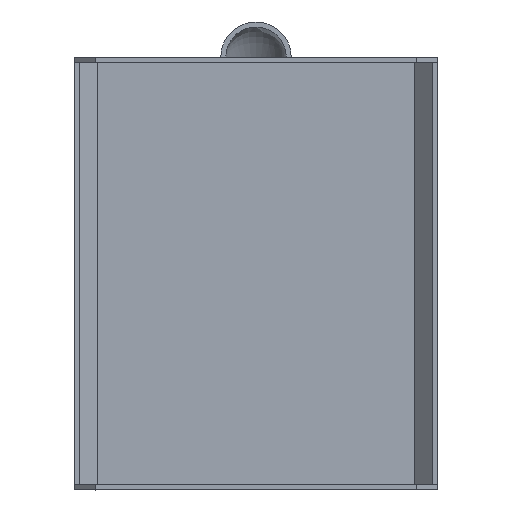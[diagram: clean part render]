
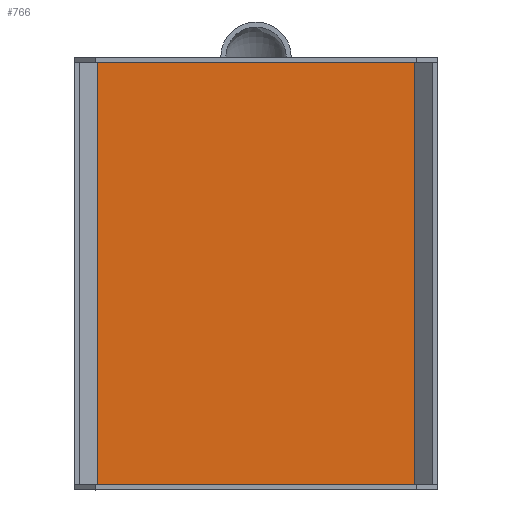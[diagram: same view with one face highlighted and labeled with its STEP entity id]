
A CAD part, top view. The second image highlights one B-rep face of the part: STEP entity #766.
In plain terms, the highlighted planar face has unit normal (0, 0, 1).
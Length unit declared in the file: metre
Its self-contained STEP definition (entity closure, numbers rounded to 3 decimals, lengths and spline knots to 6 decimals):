
#230=ORIENTED_EDGE('',*,*,#333,.F.);
#231=ORIENTED_EDGE('',*,*,#332,.T.);
#232=ORIENTED_EDGE('',*,*,#327,.T.);
#233=ORIENTED_EDGE('',*,*,#335,.T.);
#327=EDGE_CURVE('',#400,#399,#490,.T.);
#332=EDGE_CURVE('',#402,#400,#495,.T.);
#333=EDGE_CURVE('',#402,#403,#496,.T.);
#335=EDGE_CURVE('',#399,#403,#498,.T.);
#399=VERTEX_POINT('',#1474);
#400=VERTEX_POINT('',#1476);
#402=VERTEX_POINT('',#1484);
#403=VERTEX_POINT('',#1488);
#490=LINE('',#1475,#585);
#495=LINE('',#1485,#590);
#496=LINE('',#1487,#591);
#498=LINE('',#1491,#593);
#585=VECTOR('',#1052,1.);
#590=VECTOR('',#1061,1.);
#591=VECTOR('',#1064,1.);
#593=VECTOR('',#1068,1.);
#637=EDGE_LOOP('',(#230,#231,#232,#233));
#681=FACE_BOUND('',#637,.T.);
#722=PLANE('',#873);
#766=ADVANCED_FACE('',(#681),#722,.F.);
#873=AXIS2_PLACEMENT_3D('',#1492,#1069,#1070);
#1052=DIRECTION('',(-1.,0.,0.));
#1061=DIRECTION('',(0.,1.,0.));
#1064=DIRECTION('',(-1.,0.,0.));
#1068=DIRECTION('',(0.,-1.,0.));
#1069=DIRECTION('',(0.,0.,-1.));
#1070=DIRECTION('',(0.,1.,0.));
#1474=CARTESIAN_POINT('',(-0.084,0.051,0.002001));
#1475=CARTESIAN_POINT('',(0.051198,0.051,0.002001));
#1476=CARTESIAN_POINT('',(0.042,0.051,0.002001));
#1484=CARTESIAN_POINT('',(0.042,-0.117,0.002001));
#1485=CARTESIAN_POINT('',(0.042,-0.159,0.002001));
#1487=CARTESIAN_POINT('',(0.051198,-0.117,0.002001));
#1488=CARTESIAN_POINT('',(-0.084,-0.117,0.002001));
#1491=CARTESIAN_POINT('',(-0.084,-0.117,0.002001));
#1492=CARTESIAN_POINT('',(0.051198,-0.117,0.002001));
